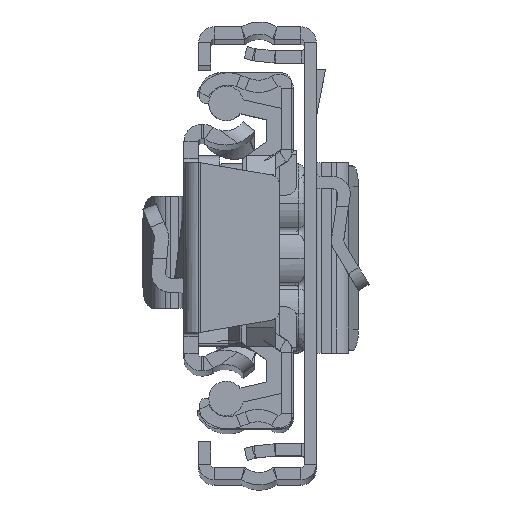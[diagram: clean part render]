
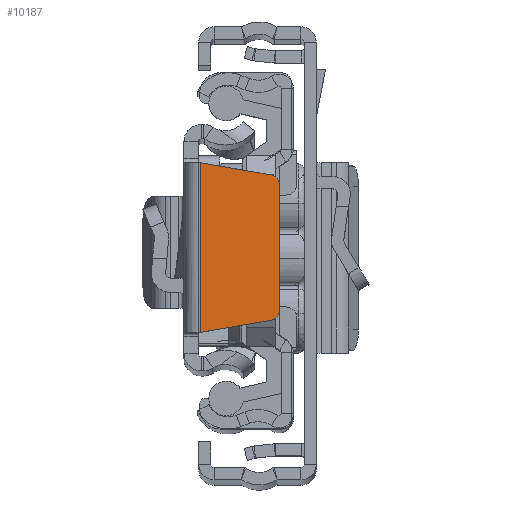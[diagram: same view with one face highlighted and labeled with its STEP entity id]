
A CAD part, top view. The second image highlights one B-rep face of the part: STEP entity #10187.
In plain terms, the highlighted planar face has unit normal (0, 0, 1).
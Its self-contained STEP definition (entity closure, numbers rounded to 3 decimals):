
#227 = EDGE_CURVE ( 'NONE', #15600, #5080, #5023, .T. ) ;
#2868 = PLANE ( 'NONE',  #14330 ) ;
#2988 = ORIENTED_EDGE ( 'NONE', *, *, #4475, .T. ) ;
#3383 = ORIENTED_EDGE ( 'NONE', *, *, #12111, .T. ) ;
#3523 = ORIENTED_EDGE ( 'NONE', *, *, #6695, .T. ) ;
#3708 = VERTEX_POINT ( 'NONE', #6652 ) ;
#4415 = CARTESIAN_POINT ( 'NONE',  ( 8.4, 6.156, 0. ) ) ;
#4475 = EDGE_CURVE ( 'NONE', #12584, #4821, #15940, .T. ) ;
#4644 = DIRECTION ( 'NONE',  ( 1., 0., 0. ) ) ;
#4653 = VECTOR ( 'NONE', #15173, 1000. ) ;
#4821 = VERTEX_POINT ( 'NONE', #6132 ) ;
#4954 = EDGE_CURVE ( 'NONE', #5080, #3708, #10431, .T. ) ;
#5023 = LINE ( 'NONE', #5333, #16863 ) ;
#5080 = VERTEX_POINT ( 'NONE', #16912 ) ;
#5209 = CARTESIAN_POINT ( 'NONE',  ( 8.4, 6.156, 0. ) ) ;
#5333 = CARTESIAN_POINT ( 'NONE',  ( 8.568, -7.142, 0. ) ) ;
#5799 = DIRECTION ( 'NONE',  ( 0., 1., 0. ) ) ;
#6132 = CARTESIAN_POINT ( 'NONE',  ( 1.6, 8.333, 0. ) ) ;
#6652 = CARTESIAN_POINT ( 'NONE',  ( 9.4, -6.156, 0. ) ) ;
#6695 = EDGE_CURVE ( 'NONE', #18888, #12584, #20508, .T. ) ;
#6797 = LINE ( 'NONE', #10069, #4653 ) ;
#7535 = CARTESIAN_POINT ( 'NONE',  ( 9.4, 6.156, 0. ) ) ;
#7688 = CARTESIAN_POINT ( 'NONE',  ( 1.5, 8.35, 0. ) ) ;
#8573 = ORIENTED_EDGE ( 'NONE', *, *, #18453, .T. ) ;
#10069 = CARTESIAN_POINT ( 'NONE',  ( 1.6, -8.333, 0. ) ) ;
#10085 = CARTESIAN_POINT ( 'NONE',  ( 9.4, 6.156, 0. ) ) ;
#10107 = AXIS2_PLACEMENT_3D ( 'NONE', #4415, #17559, #17662 ) ;
#10187 = ADVANCED_FACE ( 'NONE', ( #13486 ), #2868, .F. ) ;
#10431 = CIRCLE ( 'NONE', #13890, 1. ) ;
#10965 = EDGE_LOOP ( 'NONE', ( #3383, #10973, #12520, #8573, #3523, #2988 ) ) ;
#10973 = ORIENTED_EDGE ( 'NONE', *, *, #227, .T. ) ;
#11384 = CARTESIAN_POINT ( 'NONE',  ( 8.4, -6.156, 0. ) ) ;
#11848 = DIRECTION ( 'NONE',  ( 0., 0., -1. ) ) ;
#11976 = DIRECTION ( 'NONE',  ( 0.986, 0.168, 0. ) ) ;
#12111 = EDGE_CURVE ( 'NONE', #4821, #15600, #6797, .T. ) ;
#12496 = VECTOR ( 'NONE', #14314, 1000. ) ;
#12520 = ORIENTED_EDGE ( 'NONE', *, *, #4954, .T. ) ;
#12584 = VERTEX_POINT ( 'NONE', #18607 ) ;
#12909 = DIRECTION ( 'NONE',  ( 0., 0., 1. ) ) ;
#13486 = FACE_OUTER_BOUND ( 'NONE', #10965, .T. ) ;
#13890 = AXIS2_PLACEMENT_3D ( 'NONE', #11384, #12909, #4644 ) ;
#14314 = DIRECTION ( 'NONE',  ( -0.986, 0.168, 0. ) ) ;
#14330 = AXIS2_PLACEMENT_3D ( 'NONE', #5209, #11848, #15008 ) ;
#15008 = DIRECTION ( 'NONE',  ( 1., 0., 0. ) ) ;
#15173 = DIRECTION ( 'NONE',  ( 0., -1., 0. ) ) ;
#15600 = VERTEX_POINT ( 'NONE', #20074 ) ;
#15794 = LINE ( 'NONE', #7535, #19581 ) ;
#15940 = LINE ( 'NONE', #7688, #12496 ) ;
#16863 = VECTOR ( 'NONE', #11976, 1000. ) ;
#16912 = CARTESIAN_POINT ( 'NONE',  ( 8.568, -7.142, 0. ) ) ;
#17559 = DIRECTION ( 'NONE',  ( 0., 0., 1. ) ) ;
#17662 = DIRECTION ( 'NONE',  ( 1., 0., 0. ) ) ;
#18453 = EDGE_CURVE ( 'NONE', #3708, #18888, #15794, .T. ) ;
#18607 = CARTESIAN_POINT ( 'NONE',  ( 8.568, 7.142, 0. ) ) ;
#18888 = VERTEX_POINT ( 'NONE', #10085 ) ;
#19581 = VECTOR ( 'NONE', #5799, 1000. ) ;
#20074 = CARTESIAN_POINT ( 'NONE',  ( 1.6, -8.333, 0. ) ) ;
#20508 = CIRCLE ( 'NONE', #10107, 1. ) ;
